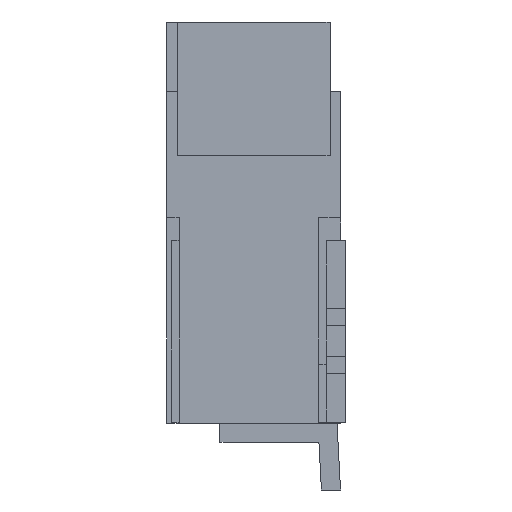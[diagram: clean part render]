
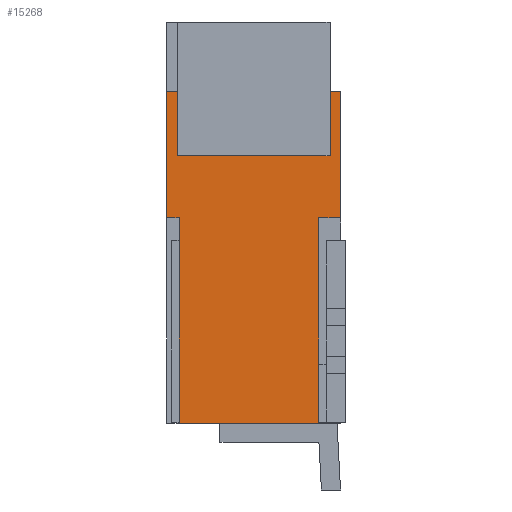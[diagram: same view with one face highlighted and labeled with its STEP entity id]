
A CAD part, left-side view. The second image highlights one B-rep face of the part: STEP entity #15268.
In plain terms, the highlighted planar face has unit normal (-1, 0, 0).
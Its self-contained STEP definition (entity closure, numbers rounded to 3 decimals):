
#1753=DIRECTION('',(0.,1.,0.));
#1754=VECTOR('',#1753,1.46);
#1755=CARTESIAN_POINT('',(0.,0.23,-4.2));
#1756=LINE('',#1755,#1754);
#5405=DIRECTION('',(0.,0.,1.));
#5406=VECTOR('',#5405,2.15);
#5407=CARTESIAN_POINT('',(0.,0.23,-4.2));
#5408=LINE('',#5407,#5406);
#5413=DIRECTION('',(0.,0.,-1.));
#5414=VECTOR('',#5413,1.32);
#5415=CARTESIAN_POINT('',(0.,1.82,-0.73));
#5416=LINE('',#5415,#5414);
#5417=DIRECTION('',(0.,1.,0.));
#5418=VECTOR('',#5417,1.82);
#5419=CARTESIAN_POINT('',(0.,0.,-0.73));
#5420=LINE('',#5419,#5418);
#5421=DIRECTION('',(0.,0.,1.));
#5422=VECTOR('',#5421,1.32);
#5423=CARTESIAN_POINT('',(0.,0.,-2.05));
#5424=LINE('',#5423,#5422);
#5445=DIRECTION('',(0.,0.,1.));
#5446=VECTOR('',#5445,2.15);
#5447=CARTESIAN_POINT('',(0.,1.69,-4.2));
#5448=LINE('',#5447,#5446);
#5497=DIRECTION('',(0.,-1.,0.));
#5498=VECTOR('',#5497,0.13);
#5499=CARTESIAN_POINT('',(0.,1.82,-2.05));
#5500=LINE('',#5499,#5498);
#5505=DIRECTION('',(0.,1.,0.));
#5506=VECTOR('',#5505,0.23);
#5507=CARTESIAN_POINT('',(0.,0.,-2.05));
#5508=LINE('',#5507,#5506);
#6479=CARTESIAN_POINT('',(0.,0.,-0.73));
#6481=VERTEX_POINT('',#6479);
#6483=CARTESIAN_POINT('',(0.,0.,-2.05));
#6484=VERTEX_POINT('',#6483);
#6685=CARTESIAN_POINT('',(0.,1.82,-0.73));
#6687=VERTEX_POINT('',#6685);
#6715=CARTESIAN_POINT('',(0.,1.82,-2.05));
#6716=VERTEX_POINT('',#6715);
#6729=CARTESIAN_POINT('',(0.,0.23,-4.2));
#6730=CARTESIAN_POINT('',(0.,1.69,-4.2));
#6731=VERTEX_POINT('',#6729);
#6732=VERTEX_POINT('',#6730);
#6733=CARTESIAN_POINT('',(0.,1.69,-2.05));
#6734=VERTEX_POINT('',#6733);
#6735=CARTESIAN_POINT('',(0.,0.23,-2.05));
#6736=VERTEX_POINT('',#6735);
#15250=CARTESIAN_POINT('',(0.,0.91,-2.465));
#15251=DIRECTION('',(1.,0.,0.));
#15252=DIRECTION('',(0.,0.,1.));
#15253=AXIS2_PLACEMENT_3D('',#15250,#15251,#15252);
#15254=PLANE('',#15253);
#15255=ORIENTED_EDGE('',*,*,#9620,.T.);
#15257=ORIENTED_EDGE('',*,*,#15256,.T.);
#15259=ORIENTED_EDGE('',*,*,#15258,.F.);
#15260=ORIENTED_EDGE('',*,*,#8041,.F.);
#15261=ORIENTED_EDGE('',*,*,#8088,.F.);
#15262=ORIENTED_EDGE('',*,*,#7788,.F.);
#15264=ORIENTED_EDGE('',*,*,#15263,.T.);
#15265=ORIENTED_EDGE('',*,*,#15240,.F.);
#15266=EDGE_LOOP('',(#15255,#15257,#15259,#15260,#15261,#15262,#15264,#15265));
#15267=FACE_OUTER_BOUND('',#15266,.F.);
#15268=ADVANCED_FACE('',(#15267),#15254,.F.);
#7788=EDGE_CURVE('',#6484,#6481,#5424,.T.);
#8041=EDGE_CURVE('',#6687,#6716,#5416,.T.);
#8088=EDGE_CURVE('',#6481,#6687,#5420,.T.);
#9620=EDGE_CURVE('',#6731,#6732,#1756,.T.);
#15240=EDGE_CURVE('',#6731,#6736,#5408,.T.);
#15256=EDGE_CURVE('',#6732,#6734,#5448,.T.);
#15258=EDGE_CURVE('',#6716,#6734,#5500,.T.);
#15263=EDGE_CURVE('',#6484,#6736,#5508,.T.);
